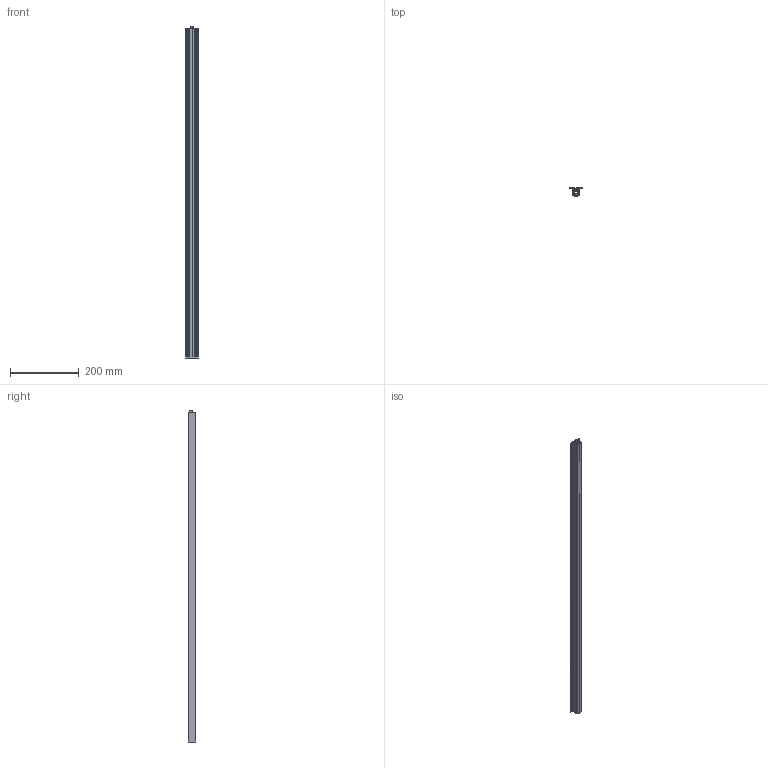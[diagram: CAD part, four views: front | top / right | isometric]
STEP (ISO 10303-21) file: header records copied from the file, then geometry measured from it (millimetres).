
FILE_DESCRIPTION (( 'STEP AP203' ), '1' );
FILE_NAME ('RO 960.STEP', '2025-02-28T13:24:18', ( '' ), ( '' ), 'SwSTEP 2.0', 'SolidWorks 2023', '' );
FILE_SCHEMA (( 'CONFIG_CONTROL_DESIGN' ));
Length unit declared in the file: millimetre
Products named in the file (4): RO 960; Aussengehäuse RO; Innengeometrie_20; Betätigungsteil_20
Assembly tree (3 placements, depth 2):
  RO 960
    Aussengehäuse RO
    Innengeometrie_20
    Betätigungsteil_20
Bounding box: 36 x 22.3 x 966 mm (x, y, z)
Volume: 219020.8 mm3; surface area: 314017.8 mm2
Topology: 18 solids, 18 shells, 670 faces, 1894 edges, 1262 vertices
Faces by surface type: plane 320, bspline 306, cylinder 42, torus 2
Entity records: 36401 total; most frequent: CARTESIAN_POINT 20519, ORIENTED_EDGE 3788, DIRECTION 2112, EDGE_CURVE 1894, VERTEX_POINT 1262, VECTOR 1192, LINE 1192, EDGE_LOOP 752
